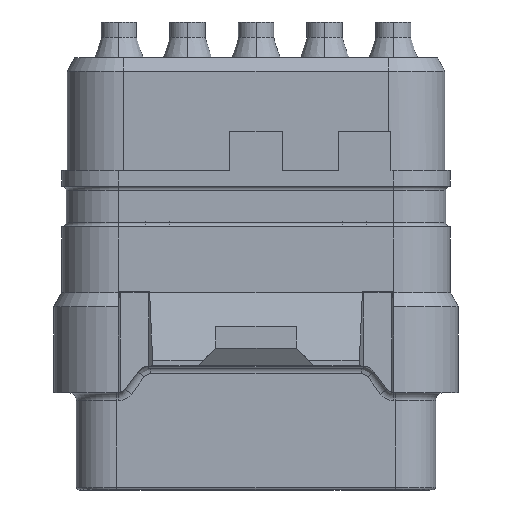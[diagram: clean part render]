
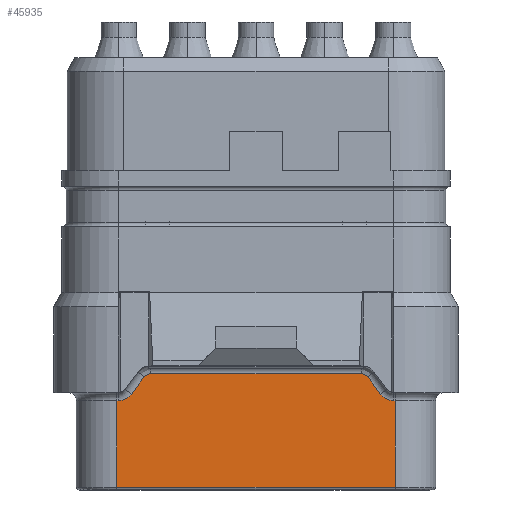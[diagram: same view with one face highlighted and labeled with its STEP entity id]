
A CAD part, front view. The second image highlights one B-rep face of the part: STEP entity #45935.
In plain terms, the highlighted planar face has unit normal (0, -1, 0).
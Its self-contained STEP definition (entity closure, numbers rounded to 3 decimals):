
#1191=DIRECTION('',(-0.6,0.,-0.8));
#1192=VECTOR('',#1191,0.8);
#1193=CARTESIAN_POINT('',(-4.14,-5.81,-7.65));
#1194=LINE('',#1193,#1192);
#1200=CARTESIAN_POINT('',(-3.9,-5.81,-7.83));
#1201=DIRECTION('',(0.,-1.,0.));
#1202=DIRECTION('',(0.,0.,1.));
#1203=AXIS2_PLACEMENT_3D('',#1200,#1201,#1202);
#1272=CARTESIAN_POINT('',(3.9,-5.81,-7.83));
#1273=DIRECTION('',(0.,-1.,0.));
#1274=DIRECTION('',(0.8,0.,0.6));
#1275=AXIS2_PLACEMENT_3D('',#1272,#1273,#1274);
#1338=DIRECTION('',(-1.,0.,0.));
#1339=VECTOR('',#1338,7.8);
#1340=CARTESIAN_POINT('',(3.9,-5.81,-7.53));
#1341=LINE('',#1340,#1339);
#1342=DIRECTION('',(0.,0.,-1.));
#1343=VECTOR('',#1342,3.21);
#1344=CARTESIAN_POINT('',(5.16,-5.81,-8.53));
#1345=LINE('',#1344,#1343);
#1351=DIRECTION('',(-1.,0.,0.));
#1352=VECTOR('',#1351,0.06);
#1353=CARTESIAN_POINT('',(-5.1,-5.81,-8.53));
#1354=LINE('',#1353,#1352);
#1407=DIRECTION('',(0.,0.,-1.));
#1408=VECTOR('',#1407,3.21);
#1409=CARTESIAN_POINT('',(-5.16,-5.81,-8.53));
#1410=LINE('',#1409,#1408);
#3423=DIRECTION('',(-1.,0.,0.));
#3424=VECTOR('',#3423,10.32);
#3425=CARTESIAN_POINT('',(5.16,-5.81,-11.74));
#3426=LINE('',#3425,#3424);
#3901=DIRECTION('',(-1.,0.,0.));
#3902=VECTOR('',#3901,0.06);
#3903=CARTESIAN_POINT('',(5.16,-5.81,-8.53));
#3904=LINE('',#3903,#3902);
#3910=CARTESIAN_POINT('',(5.1,-5.81,-7.93));
#3911=DIRECTION('',(0.,1.,0.));
#3912=DIRECTION('',(0.,0.,-1.));
#3913=AXIS2_PLACEMENT_3D('',#3910,#3911,#3912);
#3929=DIRECTION('',(-0.6,0.,0.8));
#3930=VECTOR('',#3929,0.8);
#3931=CARTESIAN_POINT('',(4.62,-5.81,-8.29));
#3932=LINE('',#3931,#3930);
#34222=CARTESIAN_POINT('',(-5.1,-5.81,-7.93));
#34223=DIRECTION('',(0.,1.,0.));
#34224=DIRECTION('',(0.8,0.,-0.6));
#34225=AXIS2_PLACEMENT_3D('',#34222,#34223,#34224);
#36380=CARTESIAN_POINT('',(5.16,-5.81,-11.74));
#36381=VERTEX_POINT('',#36380);
#36384=CARTESIAN_POINT('',(-5.16,-5.81,-11.74));
#36385=VERTEX_POINT('',#36384);
#36462=CARTESIAN_POINT('',(-5.16,-5.81,-8.53));
#36463=VERTEX_POINT('',#36462);
#36464=CARTESIAN_POINT('',(-5.1,-5.81,-8.53));
#36465=VERTEX_POINT('',#36464);
#36466=CARTESIAN_POINT('',(-4.62,-5.81,-8.29));
#36467=VERTEX_POINT('',#36466);
#36472=CARTESIAN_POINT('',(-4.14,-5.81,-7.65));
#36473=VERTEX_POINT('',#36472);
#36474=CARTESIAN_POINT('',(-3.9,-5.81,-7.53));
#36475=VERTEX_POINT('',#36474);
#36476=CARTESIAN_POINT('',(3.9,-5.81,-7.53));
#36477=VERTEX_POINT('',#36476);
#36478=CARTESIAN_POINT('',(4.14,-5.81,-7.65));
#36479=VERTEX_POINT('',#36478);
#36484=CARTESIAN_POINT('',(4.62,-5.81,-8.29));
#36485=VERTEX_POINT('',#36484);
#36486=CARTESIAN_POINT('',(5.1,-5.81,-8.53));
#36487=VERTEX_POINT('',#36486);
#36488=CARTESIAN_POINT('',(5.16,-5.81,-8.53));
#36489=VERTEX_POINT('',#36488);
#45908=CARTESIAN_POINT('',(5.16,-5.81,-8.23));
#45909=DIRECTION('',(0.,-1.,0.));
#45910=DIRECTION('',(-1.,0.,0.));
#45911=AXIS2_PLACEMENT_3D('',#45908,#45909,#45910);
#45912=PLANE('',#45911);
#45914=ORIENTED_EDGE('',*,*,#45913,.F.);
#45916=ORIENTED_EDGE('',*,*,#45915,.F.);
#45917=ORIENTED_EDGE('',*,*,#45714,.F.);
#45918=ORIENTED_EDGE('',*,*,#45744,.F.);
#45919=ORIENTED_EDGE('',*,*,#45902,.F.);
#45920=ORIENTED_EDGE('',*,*,#45829,.F.);
#45922=ORIENTED_EDGE('',*,*,#45921,.F.);
#45924=ORIENTED_EDGE('',*,*,#45923,.F.);
#45926=ORIENTED_EDGE('',*,*,#45925,.F.);
#45928=ORIENTED_EDGE('',*,*,#45927,.T.);
#45930=ORIENTED_EDGE('',*,*,#45929,.T.);
#45932=ORIENTED_EDGE('',*,*,#45931,.F.);
#45933=EDGE_LOOP('',(#45914,#45916,#45917,#45918,#45919,#45920,#45922,#45924,
#45926,#45928,#45930,#45932));
#45934=FACE_OUTER_BOUND('',#45933,.F.);
#45935=ADVANCED_FACE('',(#45934),#45912,.T.);
#1204=CIRCLE('',#1203,0.3);
#1276=CIRCLE('',#1275,0.3);
#3914=CIRCLE('',#3913,0.6);
#34226=CIRCLE('',#34225,0.6);
#45714=EDGE_CURVE('',#36473,#36467,#1194,.T.);
#45744=EDGE_CURVE('',#36475,#36473,#1204,.T.);
#45829=EDGE_CURVE('',#36479,#36477,#1276,.T.);
#45902=EDGE_CURVE('',#36477,#36475,#1341,.T.);
#45913=EDGE_CURVE('',#36465,#36463,#1354,.T.);
#45915=EDGE_CURVE('',#36467,#36465,#34226,.T.);
#45921=EDGE_CURVE('',#36485,#36479,#3932,.T.);
#45923=EDGE_CURVE('',#36487,#36485,#3914,.T.);
#45925=EDGE_CURVE('',#36489,#36487,#3904,.T.);
#45927=EDGE_CURVE('',#36489,#36381,#1345,.T.);
#45929=EDGE_CURVE('',#36381,#36385,#3426,.T.);
#45931=EDGE_CURVE('',#36463,#36385,#1410,.T.);
